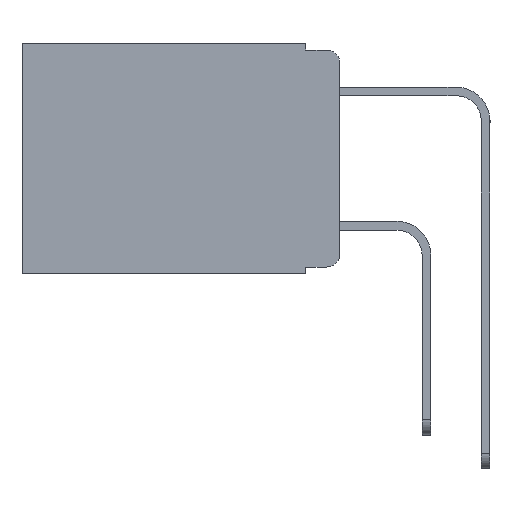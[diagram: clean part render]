
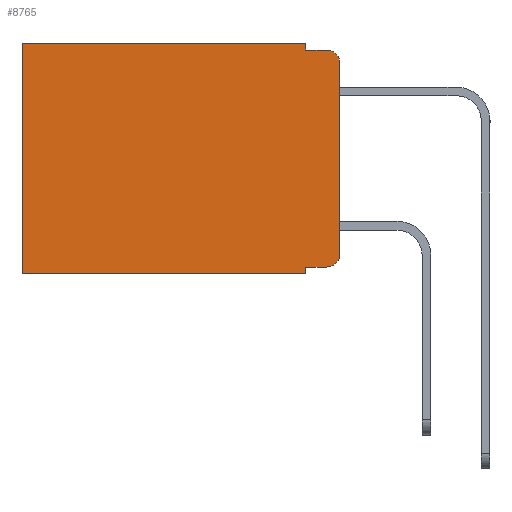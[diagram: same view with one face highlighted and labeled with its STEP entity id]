
A CAD part, left-side view. The second image highlights one B-rep face of the part: STEP entity #8765.
In plain terms, the highlighted planar face has unit normal (-1, 0, 0).
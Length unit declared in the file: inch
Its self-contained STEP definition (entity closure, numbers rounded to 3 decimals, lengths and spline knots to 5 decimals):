
#252 = CARTESIAN_POINT ( 'NONE',  ( 0.298, 0.051, 0. ) ) ;
#263 = ORIENTED_EDGE ( 'NONE', *, *, #2235, .F. ) ;
#567 = AXIS2_PLACEMENT_3D ( 'NONE', #8376, #19206, #9992 ) ;
#667 = DIRECTION ( 'NONE',  ( 0., 1., 0. ) ) ;
#955 = LINE ( 'NONE', #10075, #7112 ) ;
#1108 = EDGE_CURVE ( 'NONE', #7877, #8106, #12630, .T. ) ;
#1352 = ORIENTED_EDGE ( 'NONE', *, *, #8817, .F. ) ;
#1529 = CARTESIAN_POINT ( 'NONE',  ( 0.298, 0.473, 0. ) ) ;
#1643 = VERTEX_POINT ( 'NONE', #3909 ) ;
#2018 = DIRECTION ( 'NONE',  ( 0., -1., 0. ) ) ;
#2235 = EDGE_CURVE ( 'NONE', #7510, #15172, #955, .T. ) ;
#2473 = CARTESIAN_POINT ( 'NONE',  ( 0.298, 0.02, -0.313 ) ) ;
#2633 = ORIENTED_EDGE ( 'NONE', *, *, #15483, .T. ) ;
#2798 = VECTOR ( 'NONE', #18222, 39.37008 ) ;
#3056 = CIRCLE ( 'NONE', #12144, 0.02 ) ;
#3216 = VERTEX_POINT ( 'NONE', #14112 ) ;
#3330 = EDGE_CURVE ( 'NONE', #15172, #9020, #8370, .T. ) ;
#3654 = VERTEX_POINT ( 'NONE', #16594 ) ;
#3909 = CARTESIAN_POINT ( 'NONE',  ( 0.298, 0.051, -0.343 ) ) ;
#4121 = DIRECTION ( 'NONE',  ( 0., 0., -1. ) ) ;
#4180 = ORIENTED_EDGE ( 'NONE', *, *, #8176, .T. ) ;
#4835 = LINE ( 'NONE', #8940, #2798 ) ;
#5349 = LINE ( 'NONE', #18149, #13403 ) ;
#5620 = VERTEX_POINT ( 'NONE', #10275 ) ;
#6352 = CARTESIAN_POINT ( 'NONE',  ( 0.298, 0., 0. ) ) ;
#6586 = EDGE_CURVE ( 'NONE', #3216, #9020, #11243, .T. ) ;
#6635 = LINE ( 'NONE', #18950, #9976 ) ;
#6890 = DIRECTION ( 'NONE',  ( 0., 0., -1. ) ) ;
#7112 = VECTOR ( 'NONE', #7854, 39.37008 ) ;
#7318 = CARTESIAN_POINT ( 'NONE',  ( 0.298, 0.051, 0. ) ) ;
#7456 = VECTOR ( 'NONE', #6890, 39.37008 ) ;
#7501 = ORIENTED_EDGE ( 'NONE', *, *, #14467, .T. ) ;
#7510 = VERTEX_POINT ( 'NONE', #7318 ) ;
#7854 = DIRECTION ( 'NONE',  ( 0., 0., -1. ) ) ;
#7877 = VERTEX_POINT ( 'NONE', #12901 ) ;
#8037 = DIRECTION ( 'NONE',  ( 0., 0., -1. ) ) ;
#8106 = VERTEX_POINT ( 'NONE', #19555 ) ;
#8176 = EDGE_CURVE ( 'NONE', #7510, #7877, #4835, .T. ) ;
#8191 = EDGE_LOOP ( 'NONE', ( #1352, #9038, #17292, #263, #4180, #12756, #19912, #12261, #2633, #7501 ) ) ;
#8370 = LINE ( 'NONE', #18453, #16185 ) ;
#8376 = CARTESIAN_POINT ( 'NONE',  ( 0.298, 0.02, -0.03 ) ) ;
#8535 = CARTESIAN_POINT ( 'NONE',  ( 0.298, 0.051, -0.333 ) ) ;
#8765 = ADVANCED_FACE ( 'NONE', ( #14603 ), #14308, .F. ) ;
#8817 = EDGE_CURVE ( 'NONE', #3216, #5620, #6635, .T. ) ;
#8927 = VECTOR ( 'NONE', #2018, 39.37008 ) ;
#8940 = CARTESIAN_POINT ( 'NONE',  ( 0.298, 0., 0. ) ) ;
#9020 = VERTEX_POINT ( 'NONE', #19488 ) ;
#9038 = ORIENTED_EDGE ( 'NONE', *, *, #6586, .T. ) ;
#9091 = EDGE_CURVE ( 'NONE', #1643, #8106, #5349, .T. ) ;
#9505 = VERTEX_POINT ( 'NONE', #14607 ) ;
#9976 = VECTOR ( 'NONE', #17428, 39.37008 ) ;
#9992 = DIRECTION ( 'NONE',  ( 0., 0., -1. ) ) ;
#10075 = CARTESIAN_POINT ( 'NONE',  ( 0.298, 0.051, 0. ) ) ;
#10275 = CARTESIAN_POINT ( 'NONE',  ( 0.298, 0., -0.313 ) ) ;
#10887 = CARTESIAN_POINT ( 'NONE',  ( 0.298, 0.051, -0.01 ) ) ;
#11243 = CIRCLE ( 'NONE', #567, 0.02 ) ;
#11714 = LINE ( 'NONE', #252, #7456 ) ;
#12144 = AXIS2_PLACEMENT_3D ( 'NONE', #2473, #13730, #4121 ) ;
#12261 = ORIENTED_EDGE ( 'NONE', *, *, #20580, .F. ) ;
#12630 = LINE ( 'NONE', #1529, #16224 ) ;
#12756 = ORIENTED_EDGE ( 'NONE', *, *, #1108, .T. ) ;
#12901 = CARTESIAN_POINT ( 'NONE',  ( 0.298, 0.473, 0. ) ) ;
#13142 = LINE ( 'NONE', #8535, #8927 ) ;
#13403 = VECTOR ( 'NONE', #667, 39.37008 ) ;
#13730 = DIRECTION ( 'NONE',  ( -1., 0., 0. ) ) ;
#14112 = CARTESIAN_POINT ( 'NONE',  ( 0.298, 0., -0.03 ) ) ;
#14308 = PLANE ( 'NONE',  #20506 ) ;
#14467 = EDGE_CURVE ( 'NONE', #3654, #5620, #3056, .T. ) ;
#14603 = FACE_OUTER_BOUND ( 'NONE', #8191, .T. ) ;
#14607 = CARTESIAN_POINT ( 'NONE',  ( 0.298, 0.051, -0.333 ) ) ;
#15172 = VERTEX_POINT ( 'NONE', #10887 ) ;
#15483 = EDGE_CURVE ( 'NONE', #9505, #3654, #13142, .T. ) ;
#16185 = VECTOR ( 'NONE', #18338, 39.37008 ) ;
#16224 = VECTOR ( 'NONE', #18932, 39.37008 ) ;
#16594 = CARTESIAN_POINT ( 'NONE',  ( 0.298, 0.02, -0.333 ) ) ;
#17292 = ORIENTED_EDGE ( 'NONE', *, *, #3330, .F. ) ;
#17365 = DIRECTION ( 'NONE',  ( 1., 0., 0. ) ) ;
#17428 = DIRECTION ( 'NONE',  ( 0., 0., -1. ) ) ;
#18149 = CARTESIAN_POINT ( 'NONE',  ( 0.298, 0., -0.343 ) ) ;
#18222 = DIRECTION ( 'NONE',  ( 0., 1., 0. ) ) ;
#18338 = DIRECTION ( 'NONE',  ( 0., -1., 0. ) ) ;
#18453 = CARTESIAN_POINT ( 'NONE',  ( 0.298, 0.051, -0.01 ) ) ;
#18932 = DIRECTION ( 'NONE',  ( 0., 0., -1. ) ) ;
#18950 = CARTESIAN_POINT ( 'NONE',  ( 0.298, 0., 0. ) ) ;
#19206 = DIRECTION ( 'NONE',  ( -1., 0., 0. ) ) ;
#19488 = CARTESIAN_POINT ( 'NONE',  ( 0.298, 0.02, -0.01 ) ) ;
#19555 = CARTESIAN_POINT ( 'NONE',  ( 0.298, 0.473, -0.343 ) ) ;
#19912 = ORIENTED_EDGE ( 'NONE', *, *, #9091, .F. ) ;
#20506 = AXIS2_PLACEMENT_3D ( 'NONE', #6352, #17365, #8037 ) ;
#20580 = EDGE_CURVE ( 'NONE', #9505, #1643, #11714, .T. ) ;
